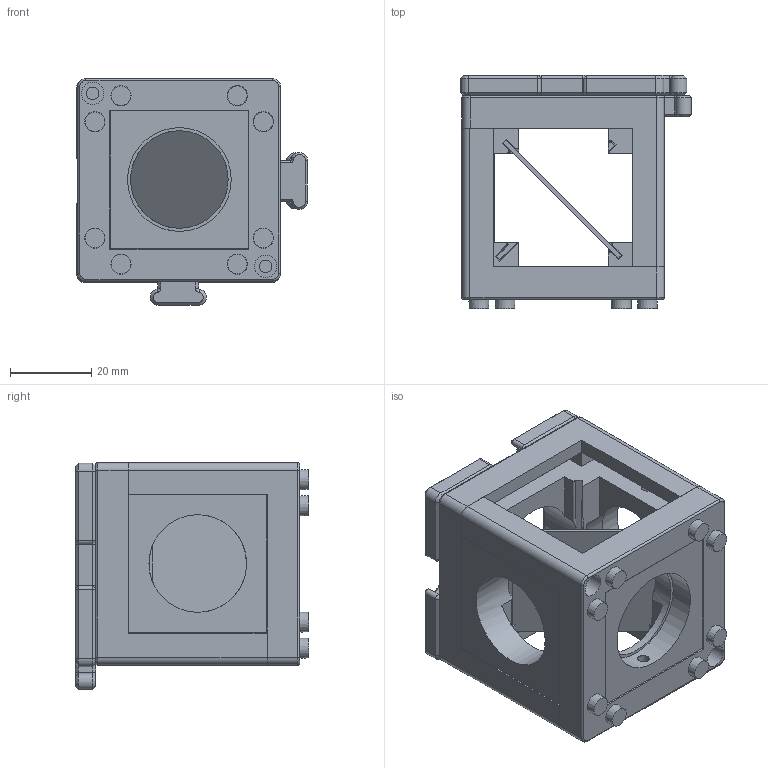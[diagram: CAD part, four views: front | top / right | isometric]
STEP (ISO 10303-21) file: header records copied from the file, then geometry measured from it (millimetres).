
FILE_DESCRIPTION(/* description */ (''),/* implementation_level */ '2;1');
FILE_NAME(/* name */ 'Assembly_Cube_Beamsplitter_AHF_v3.stp',/* time_stamp */ '2024-05-29T08:09:43+02:00',/* author */ ('B'),/* organization */ (''),/* preprocessor_version */ 'ST-DEVELOPER v20',/* originating_system */ 'Autodesk Inventor 2024',/* authorisation */ '');
FILE_SCHEMA (('AUTOMOTIVE_DESIGN { 1 0 10303 214 3 1 1 }'));
Products named in the file (7): Assembly_Cube_Beamsplitter_AHF_v3; Assembly_Cube_empty_IM_v3; 10_Base_puzzle_v3; 10_Base_puzzle_nozzle_male_male; 10_Cube_1x1_IM; 00_Astromedia_FronSurfaceMirror_40x30mmx1mm; 20_Cube_Insert_AHF_Beamsplitercube_Astromedia_25-25.2_35.6_v3
Assembly tree (7 placements, depth 3):
  Assembly_Cube_Beamsplitter_AHF_v3
    Assembly_Cube_empty_IM_v3
      10_Cube_1x1_IM  x2
      10_Base_puzzle_v3
      10_Base_puzzle_nozzle_male_male
    00_Astromedia_FronSurfaceMirror_40x30mmx1mm
    20_Cube_Insert_AHF_Beamsplitercube_Astromedia_25-25.2_35.6_v3
Bounding box: 56.76 x 57.3 x 55.75 mm (x, y, z)
Volume: 58191.2 mm3; surface area: 37880.1 mm2
Topology: 6 solids, 6 shells, 523 faces, 1458 edges, 1098 vertices
Faces by surface type: plane 308, cylinder 133, cone 72, torus 8, bspline 2
Full cylindrical faces by diameter (mm): 2.8 x4, 3.1 x4, 5 x4, 5.5 x4, 6 x8, 24 x4, 25.5 x2
Entity records: 13819 total; most frequent: CARTESIAN_POINT 2861, DIRECTION 2233, ORIENTED_EDGE 2162, EDGE_CURVE 1081, LINE 763, VECTOR 763, AXIS2_PLACEMENT_3D 735, VERTEX_POINT 688
